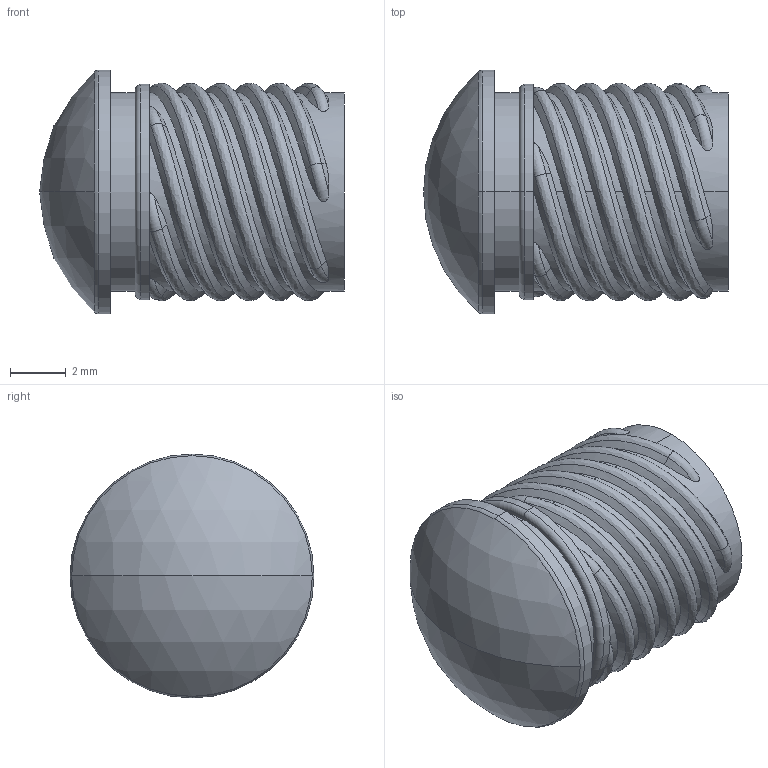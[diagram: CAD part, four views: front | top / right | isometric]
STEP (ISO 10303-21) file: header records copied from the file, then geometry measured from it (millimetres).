
FILE_DESCRIPTION (( 'STEP AP203' ), '1' );
FILE_NAME ('CMC 441 CTP.STEP', '2011-02-23T22:25:30', ( ' ' ), ( ' ' ), 'SwSTEP 2.0', 'SolidWorks 2010', '' );
FILE_SCHEMA (( 'CONFIG_CONTROL_DESIGN' ));
Length unit declared in the file: inch
Products named in the file (1): CMC 441 CTP
Bounding box: 10.92 x 8.74 x 8.74 mm (x, y, z)
Volume: 210.5 mm3; surface area: 563 mm2
Topology: 1 solids, 1 shells, 117 faces, 284 edges, 168 vertices
Faces by surface type: cone 58, cylinder 22, bspline 18, torus 16, sphere 2, plane 1
Entity records: 6939 total; most frequent: CARTESIAN_POINT 4448, ORIENTED_EDGE 564, DIRECTION 454, EDGE_CURVE 282, AXIS2_PLACEMENT_3D 194, VERTEX_POINT 168, EDGE_LOOP 118, ADVANCED_FACE 117
